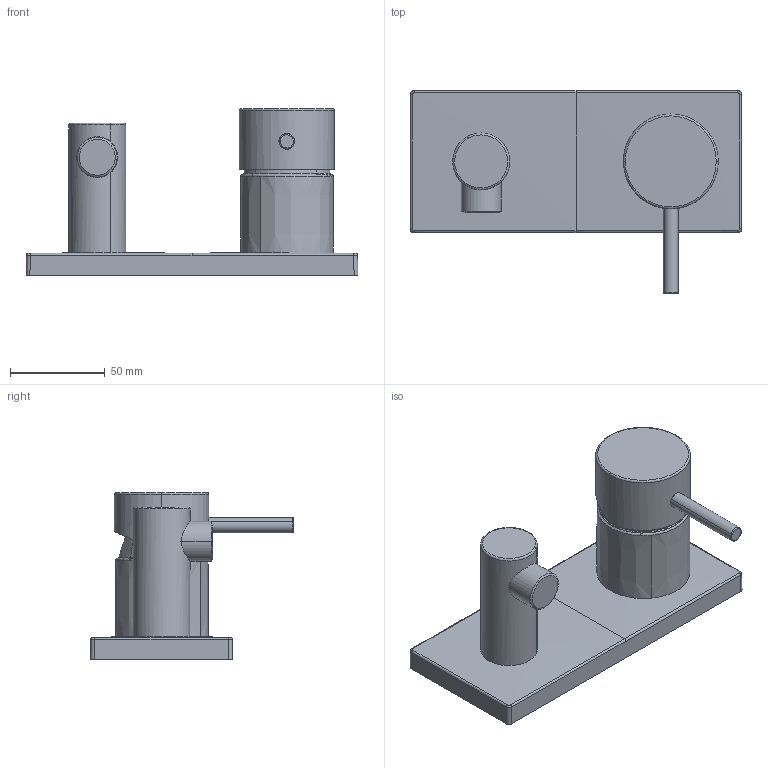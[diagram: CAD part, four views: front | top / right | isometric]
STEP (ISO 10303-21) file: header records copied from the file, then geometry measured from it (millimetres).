
FILE_DESCRIPTION (( 'STEP AP203' ), '1' );
FILE_NAME ('44569503.STEP', '2019-01-12T05:40:41', ( '' ), ( '' ), 'SwSTEP 2.0', 'SolidWorks 2016', '' );
FILE_SCHEMA (( 'CONFIG_CONTROL_DESIGN' ));
Length unit declared in the file: millimetre
Products named in the file (1): 44569503
Bounding box: 175 x 107.1 x 87.85 mm (x, y, z)
Volume: 352010.8 mm3; surface area: 52848.9 mm2
Topology: 1 solids, 1 shells, 70 faces, 158 edges, 96 vertices
Faces by surface type: bspline 25, cylinder 18, plane 14, torus 9, cone 4
Entity records: 3440 total; most frequent: CARTESIAN_POINT 2026, ORIENTED_EDGE 316, DIRECTION 211, EDGE_CURVE 158, VERTEX_POINT 96, AXIS2_PLACEMENT_3D 89, EDGE_LOOP 76, B_SPLINE_CURVE_WITH_KNOTS 70
